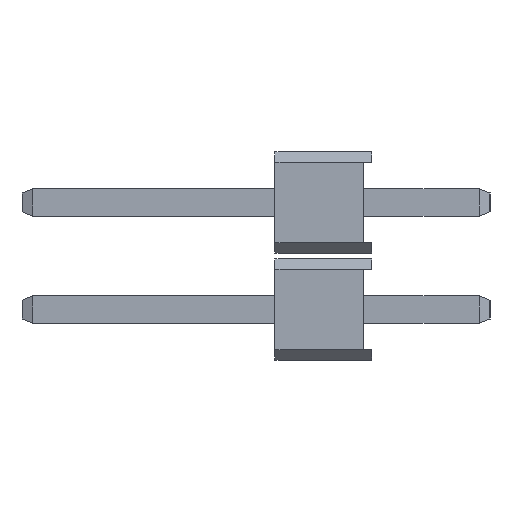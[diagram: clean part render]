
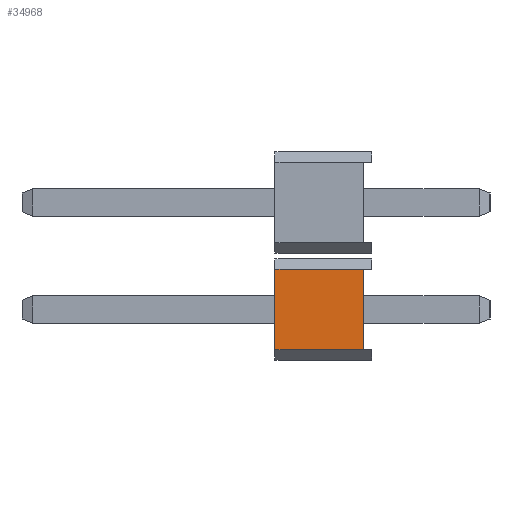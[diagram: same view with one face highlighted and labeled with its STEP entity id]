
A CAD part, left-side view. The second image highlights one B-rep face of the part: STEP entity #34968.
In plain terms, the highlighted planar face has unit normal (-1, 0, 0).
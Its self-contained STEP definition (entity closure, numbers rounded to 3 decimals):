
#1122=FACE_OUTER_BOUND('',#3160,.T.);
#3160=EDGE_LOOP('',(#25359,#25360,#25361,#25362));
#6479=LINE('',#51025,#11111);
#6512=LINE('',#51092,#11144);
#6523=LINE('',#51111,#11155);
#6524=LINE('',#51112,#11156);
#11111=VECTOR('',#42110,1000.);
#11144=VECTOR('',#42165,1000.);
#11155=VECTOR('',#42182,1000.);
#11156=VECTOR('',#42183,1000.);
#14793=VERTEX_POINT('',#51023);
#14794=VERTEX_POINT('',#51024);
#14816=VERTEX_POINT('',#51089);
#14817=VERTEX_POINT('',#51091);
#18415=EDGE_CURVE('',#14793,#14794,#6479,.T.);
#18448=EDGE_CURVE('',#14817,#14816,#6512,.T.);
#18459=EDGE_CURVE('',#14793,#14817,#6523,.T.);
#18460=EDGE_CURVE('',#14816,#14794,#6524,.T.);
#25359=ORIENTED_EDGE('',*,*,#18415,.F.);
#25360=ORIENTED_EDGE('',*,*,#18459,.T.);
#25361=ORIENTED_EDGE('',*,*,#18448,.T.);
#25362=ORIENTED_EDGE('',*,*,#18460,.T.);
#31030=PLANE('',#36951);
#34968=ADVANCED_FACE('',(#1122),#31030,.T.);
#36951=AXIS2_PLACEMENT_3D('',#51110,#42180,#42181);
#42110=DIRECTION('',(0.,0.,-1.));
#42165=DIRECTION('',(0.,0.,-1.));
#42180=DIRECTION('center_axis',(-1.,0.,0.));
#42181=DIRECTION('ref_axis',(0.,0.,1.));
#42182=DIRECTION('',(0.,1.,0.));
#42183=DIRECTION('',(0.,-1.,0.));
#51023=CARTESIAN_POINT('',(-83.429,5.456,12.339));
#51024=CARTESIAN_POINT('',(-83.429,5.456,10.439));
#51025=CARTESIAN_POINT('',(-83.429,5.456,10.189));
#51089=CARTESIAN_POINT('',(-83.429,7.556,10.439));
#51091=CARTESIAN_POINT('',(-83.429,7.556,12.339));
#51092=CARTESIAN_POINT('',(-83.429,7.556,10.189));
#51110=CARTESIAN_POINT('Origin',(-83.429,7.556,10.189));
#51111=CARTESIAN_POINT('',(-83.429,7.556,12.339));
#51112=CARTESIAN_POINT('',(-83.429,7.556,10.439));
